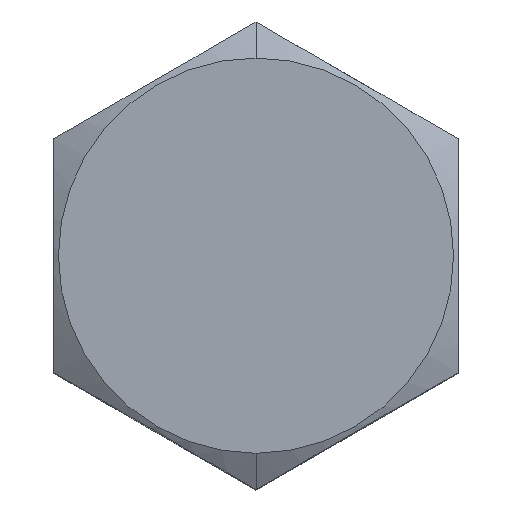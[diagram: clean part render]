
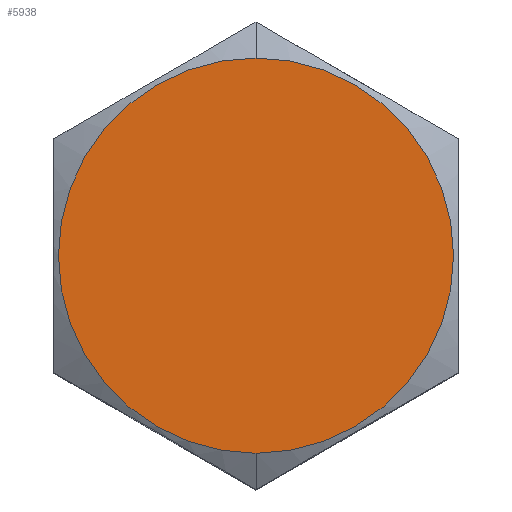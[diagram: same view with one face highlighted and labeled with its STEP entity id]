
A CAD part, top view. The second image highlights one B-rep face of the part: STEP entity #5938.
In plain terms, the highlighted planar face has unit normal (0, 0, 1).
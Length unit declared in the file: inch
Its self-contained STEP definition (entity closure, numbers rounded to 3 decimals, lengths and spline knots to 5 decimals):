
#376 = ORIENTED_EDGE ( 'NONE', *, *, #5523, .F. ) ;
#836 = CARTESIAN_POINT ( 'NONE',  ( 0., 0., 1.5 ) ) ;
#902 = DIRECTION ( 'NONE',  ( 1., 0., 0. ) ) ;
#2872 = CARTESIAN_POINT ( 'NONE',  ( 0., 0.79386, 1.5 ) ) ;
#4046 = CIRCLE ( 'NONE', #4220, 0.67125 ) ;
#4220 = AXIS2_PLACEMENT_3D ( 'NONE', #9687, #8627, #10596 ) ;
#4388 = AXIS2_PLACEMENT_3D ( 'NONE', #2872, #6590, #902 ) ;
#4467 = VERTEX_POINT ( 'NONE', #5723 ) ;
#4537 = ORIENTED_EDGE ( 'NONE', *, *, #4626, .F. ) ;
#4626 = EDGE_CURVE ( 'NONE', #6742, #4467, #11915, .T. ) ;
#5523 = EDGE_CURVE ( 'NONE', #4467, #6742, #4046, .T. ) ;
#5655 = FACE_OUTER_BOUND ( 'NONE', #8020, .T. ) ;
#5663 = DIRECTION ( 'NONE',  ( 0., 1., 0. ) ) ;
#5723 = CARTESIAN_POINT ( 'NONE',  ( 0., 0.67125, 1.5 ) ) ;
#5938 = ADVANCED_FACE ( 'NONE', ( #5655 ), #6717, .T. ) ;
#6590 = DIRECTION ( 'NONE',  ( 0., 0., 1. ) ) ;
#6717 = PLANE ( 'NONE',  #4388 ) ;
#6742 = VERTEX_POINT ( 'NONE', #12178 ) ;
#7546 = AXIS2_PLACEMENT_3D ( 'NONE', #836, #10373, #5663 ) ;
#8020 = EDGE_LOOP ( 'NONE', ( #376, #4537 ) ) ;
#8627 = DIRECTION ( 'NONE',  ( 0., 0., -1. ) ) ;
#9687 = CARTESIAN_POINT ( 'NONE',  ( 0., 0., 1.5 ) ) ;
#10373 = DIRECTION ( 'NONE',  ( 0., 0., -1. ) ) ;
#10596 = DIRECTION ( 'NONE',  ( 0., 1., 0. ) ) ;
#11915 = CIRCLE ( 'NONE', #7546, 0.67125 ) ;
#12178 = CARTESIAN_POINT ( 'NONE',  ( 0., -0.67125, 1.5 ) ) ;
